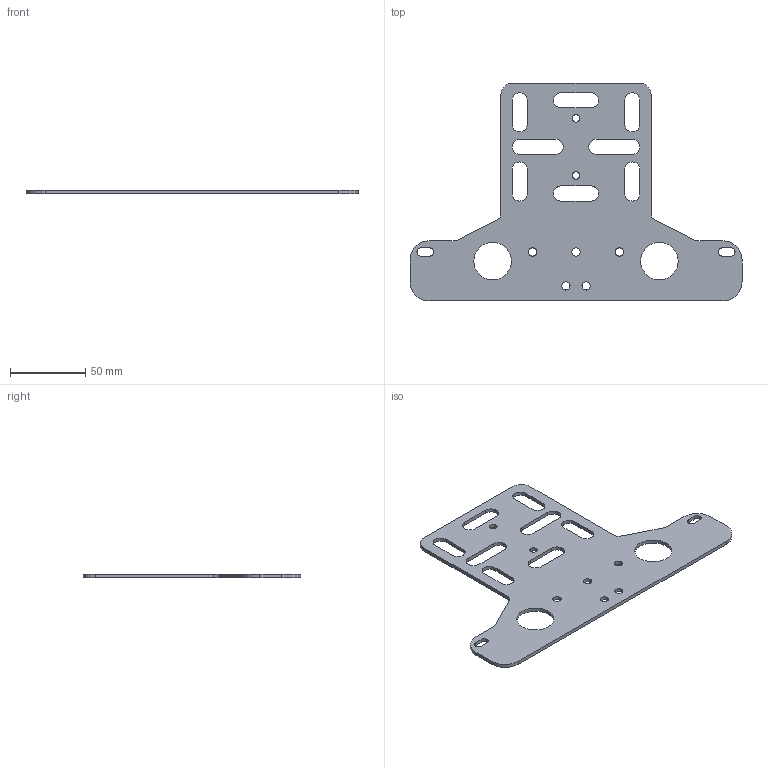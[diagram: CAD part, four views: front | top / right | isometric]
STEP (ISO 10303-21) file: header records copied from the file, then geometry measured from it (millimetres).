
FILE_DESCRIPTION(/* description */ (''),/* implementation_level */ '2;1');
FILE_NAME(/* name */ 'MPB Rev 6b FLAT STEP.step',/* time_stamp */ '2017-12-18T15:34:34-05:00',/* author */ ('voltaic-engineering'),/* organization */ (''),/* preprocessor_version */ 'ST-DEVELOPER v16.13',/* originating_system */ 'Autodesk Translation Framework v6.5.0.72',/* authorisation */ '');
FILE_SCHEMA (('AUTOMOTIVE_DESIGN { 1 0 10303 214 3 1 1 }'));
Length unit declared in the file: millimetre
Products named in the file (2): MPB Rev 6b Shopbot; Top Mounting
Assembly tree (1 placements, depth 2):
  MPB Rev 6b Shopbot
    Top Mounting
Bounding box: 221 x 145 x 2.5 mm (x, y, z)
Volume: 40578.4 mm3; surface area: 36377.3 mm2
Topology: 1 solids, 1 shells, 71 faces, 207 edges, 138 vertices
Faces by surface type: cylinder 39, plane 32
Full cylindrical faces by diameter (mm): 5 x2, 5.5 x5, 25 x2
Entity records: 2515 total; most frequent: DIRECTION 433, CARTESIAN_POINT 419, ORIENTED_EDGE 414, EDGE_CURVE 207, AXIS2_PLACEMENT_3D 152, VERTEX_POINT 138, LINE 129, VECTOR 129
